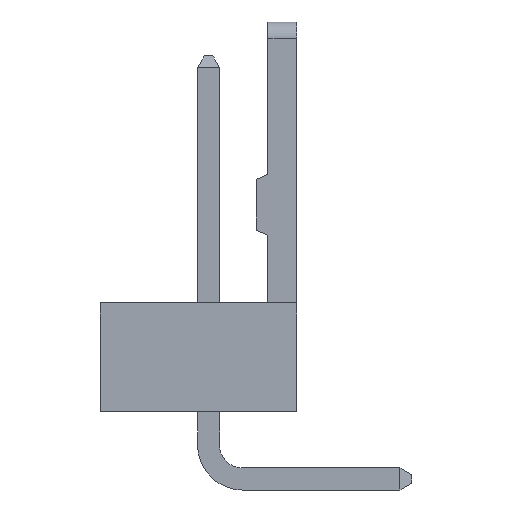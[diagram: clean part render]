
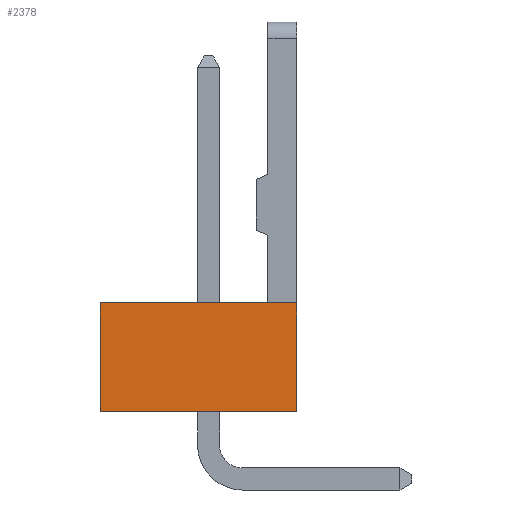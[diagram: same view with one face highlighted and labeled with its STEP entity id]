
A CAD part, left-side view. The second image highlights one B-rep face of the part: STEP entity #2378.
In plain terms, the highlighted planar face has unit normal (-1, 0, 0).
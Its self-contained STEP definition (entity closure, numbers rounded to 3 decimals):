
#21 = VERTEX_POINT ( 'NONE', #2882 ) ;
#57 = CARTESIAN_POINT ( 'NONE',  ( 0., 5.8, -3.2 ) ) ;
#85 = VERTEX_POINT ( 'NONE', #57 ) ;
#100 = AXIS2_PLACEMENT_3D ( 'NONE', #3580, #1588, #3596 ) ;
#465 = DIRECTION ( 'NONE',  ( 0., 0., 1. ) ) ;
#488 = LINE ( 'NONE', #3546, #3445 ) ;
#711 = LINE ( 'NONE', #3633, #3684 ) ;
#728 = EDGE_CURVE ( 'NONE', #2067, #3471, #488, .T. ) ;
#1211 = ORIENTED_EDGE ( 'NONE', *, *, #1630, .T. ) ;
#1466 = ORIENTED_EDGE ( 'NONE', *, *, #3038, .F. ) ;
#1588 = DIRECTION ( 'NONE',  ( 1., 0., 0. ) ) ;
#1630 = EDGE_CURVE ( 'NONE', #85, #2067, #3464, .T. ) ;
#1717 = EDGE_CURVE ( 'NONE', #21, #3471, #1764, .T. ) ;
#1764 = LINE ( 'NONE', #2752, #2432 ) ;
#1943 = EDGE_LOOP ( 'NONE', ( #2287, #2280, #1466, #1211 ) ) ;
#2019 = VECTOR ( 'NONE', #2434, 1000. ) ;
#2067 = VERTEX_POINT ( 'NONE', #3051 ) ;
#2090 = FACE_OUTER_BOUND ( 'NONE', #1943, .T. ) ;
#2280 = ORIENTED_EDGE ( 'NONE', *, *, #1717, .F. ) ;
#2287 = ORIENTED_EDGE ( 'NONE', *, *, #728, .T. ) ;
#2378 = ADVANCED_FACE ( 'NONE', ( #2090 ), #3300, .F. ) ;
#2432 = VECTOR ( 'NONE', #2462, 1000. ) ;
#2434 = DIRECTION ( 'NONE',  ( 0., -1., 0. ) ) ;
#2462 = DIRECTION ( 'NONE',  ( 0., -1., 0. ) ) ;
#2681 = DIRECTION ( 'NONE',  ( 0., 0., 1. ) ) ;
#2687 = CARTESIAN_POINT ( 'NONE',  ( 0., 0., 0. ) ) ;
#2752 = CARTESIAN_POINT ( 'NONE',  ( 0., 5.8, 0. ) ) ;
#2882 = CARTESIAN_POINT ( 'NONE',  ( 0., 5.8, 0. ) ) ;
#3027 = CARTESIAN_POINT ( 'NONE',  ( 0., 5.8, -3.2 ) ) ;
#3038 = EDGE_CURVE ( 'NONE', #85, #21, #711, .T. ) ;
#3051 = CARTESIAN_POINT ( 'NONE',  ( 0., 0., -3.2 ) ) ;
#3300 = PLANE ( 'NONE',  #100 ) ;
#3445 = VECTOR ( 'NONE', #2681, 1000. ) ;
#3464 = LINE ( 'NONE', #3027, #2019 ) ;
#3471 = VERTEX_POINT ( 'NONE', #2687 ) ;
#3546 = CARTESIAN_POINT ( 'NONE',  ( 0., 0., 0. ) ) ;
#3580 = CARTESIAN_POINT ( 'NONE',  ( 0., 5.8, 0. ) ) ;
#3596 = DIRECTION ( 'NONE',  ( 0., 0., -1. ) ) ;
#3633 = CARTESIAN_POINT ( 'NONE',  ( 0., 5.8, 0. ) ) ;
#3684 = VECTOR ( 'NONE', #465, 1000. ) ;
